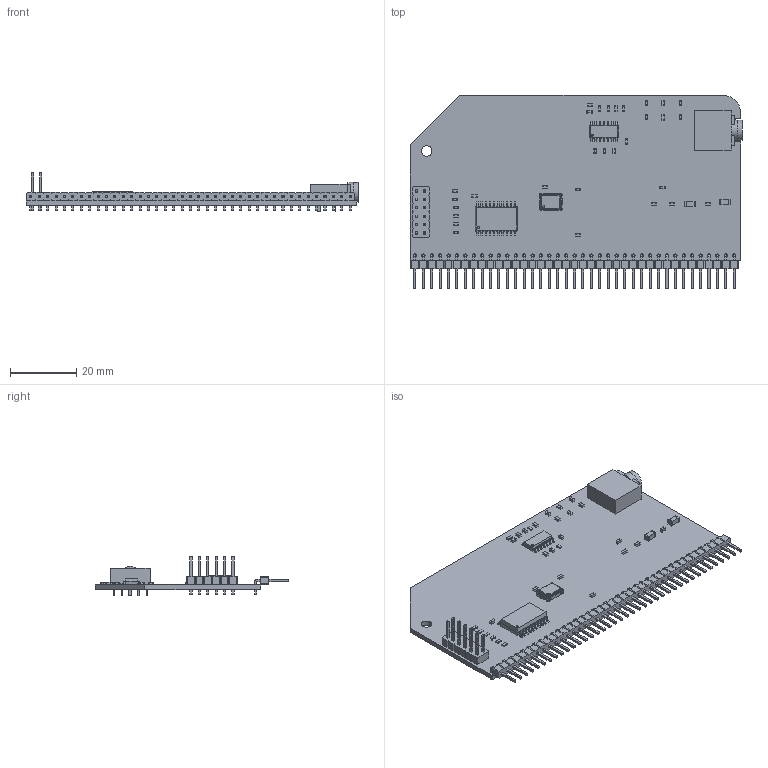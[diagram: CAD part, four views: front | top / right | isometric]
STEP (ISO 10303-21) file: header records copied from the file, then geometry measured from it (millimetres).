
FILE_DESCRIPTION(('KiCad electronic assembly'),'2;1');
FILE_NAME('rcbus-ymf262-3D.step','2025-08-31T09:06:38',('Pcbnew'),( 'Kicad'),'Open CASCADE STEP processor 7.6','KiCad to STEP converter' ,'Unknown');
FILE_SCHEMA(('AUTOMOTIVE_DESIGN { 1 0 10303 214 1 1 1 1 }'));
Length unit declared in the file: millimetre
Products named in the file (12): rcbus-ymf262-3D 1; C_0603_1608Metric; Jack_3.5mm_CUI_SJ1-3525N_Horizontal; PinHeader_2x06_P2.54mm_Vertical; PinHeader_1x39_P2.54mm_Horizontal; SOIC-20W_7.5x12.8mm_P1.27mm; Oscillator_SMD_Abracon_ASV-4Pin_7.0x5.1mm; L_0603_1608Metric; R_0603_1608Metric; SOIC-14_3.9x8.7mm_P1.27mm; C_1206_3216Metric; kibot_umo8n6k0_PCB
Assembly tree (39 placements, depth 2):
  rcbus-ymf262-3D 1
    C_0603_1608Metric  x17
    Jack_3.5mm_CUI_SJ1-3525N_Horizontal
    PinHeader_2x06_P2.54mm_Vertical
    PinHeader_1x39_P2.54mm_Horizontal
    SOIC-20W_7.5x12.8mm_P1.27mm
    Oscillator_SMD_Abracon_ASV-4Pin_7.0x5.1mm
    L_0603_1608Metric  x2
    R_0603_1608Metric  x11
    SOIC-14_3.9x8.7mm_P1.27mm
    C_1206_3216Metric  x2
    kibot_umo8n6k0_PCB
Bounding box: 100.37 x 58.54 x 11.84 mm (x, y, z)
Volume: 9381.9 mm3; surface area: 14614.1 mm2
Topology: 39 solids, 40 shells, 3077 faces, 7826 edges, 4980 vertices
Faces by surface type: plane 2348, cylinder 672, bspline 32, torus 16, sphere 8, cone 1
Full cylindrical faces by diameter (mm): 0.6 x2, 0.9 x5, 1 x51, 1.2 x5, 3.2 x1, 3.5 x2, 6 x2
Entity records: 68876 total; most frequent: CARTESIAN_POINT 12511, ORIENTED_EDGE 11684, DIRECTION 11169, EDGE_CURVE 5842, LINE 5021, VECTOR 5021, VERTEX_POINT 3676, AXIS2_PLACEMENT_3D 3074
